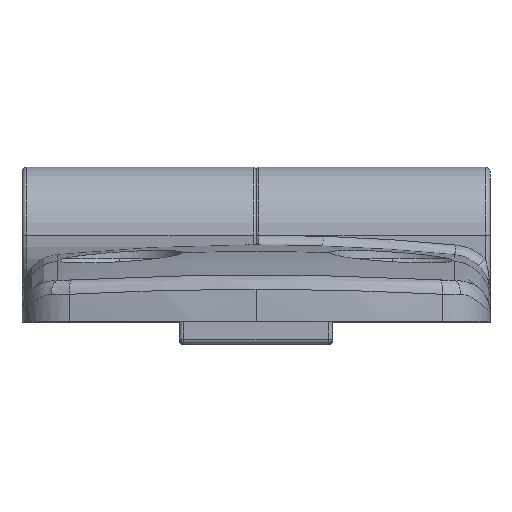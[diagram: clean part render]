
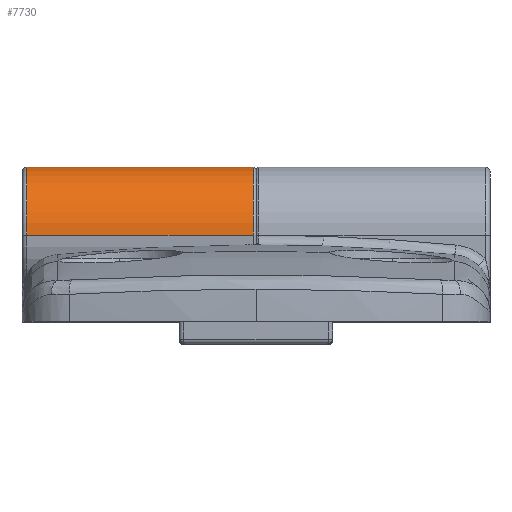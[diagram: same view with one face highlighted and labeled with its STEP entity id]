
A CAD part, top view. The second image highlights one B-rep face of the part: STEP entity #7730.
In plain terms, the highlighted cylindrical face has radius 7 mm (diameter 14 mm), a partial arc.
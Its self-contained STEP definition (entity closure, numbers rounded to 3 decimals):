
#489 = ORIENTED_EDGE ( 'NONE', *, *, #14008, .F. ) ;
#1053 = VERTEX_POINT ( 'NONE', #1289 ) ;
#1266 = EDGE_CURVE ( 'NONE', #1053, #14322, #1696, .T. ) ;
#1289 = CARTESIAN_POINT ( 'NONE',  ( -0.3, 8.9, -7. ) ) ;
#1372 = EDGE_CURVE ( 'NONE', #14322, #4573, #18723, .T. ) ;
#1537 = CARTESIAN_POINT ( 'NONE',  ( -0.3, 8.9, 7. ) ) ;
#1696 = LINE ( 'NONE', #7454, #6329 ) ;
#2460 = CIRCLE ( 'NONE', #18366, 7. ) ;
#3455 = FACE_OUTER_BOUND ( 'NONE', #3754, .T. ) ;
#3754 = EDGE_LOOP ( 'NONE', ( #489, #8725, #10535, #6897 ) ) ;
#4371 = CARTESIAN_POINT ( 'NONE',  ( -0.3, 8.9, 0. ) ) ;
#4573 = VERTEX_POINT ( 'NONE', #8107 ) ;
#4743 = VERTEX_POINT ( 'NONE', #1537 ) ;
#4979 = DIRECTION ( 'NONE',  ( 1., 0., 0. ) ) ;
#5143 = CARTESIAN_POINT ( 'NONE',  ( 24., 8.9, 0. ) ) ;
#5732 = VECTOR ( 'NONE', #17814, 1000. ) ;
#6081 = LINE ( 'NONE', #17910, #5732 ) ;
#6329 = VECTOR ( 'NONE', #13329, 1000. ) ;
#6401 = CARTESIAN_POINT ( 'NONE',  ( -23.5, 8.9, 0. ) ) ;
#6897 = ORIENTED_EDGE ( 'NONE', *, *, #1372, .T. ) ;
#7006 = CYLINDRICAL_SURFACE ( 'NONE', #9738, 7. ) ;
#7454 = CARTESIAN_POINT ( 'NONE',  ( 24., 8.9, -7. ) ) ;
#7730 = ADVANCED_FACE ( 'NONE', ( #3455 ), #7006, .T. ) ;
#8002 = DIRECTION ( 'NONE',  ( 0., 0., 1. ) ) ;
#8107 = CARTESIAN_POINT ( 'NONE',  ( -23.5, 8.9, 7. ) ) ;
#8429 = EDGE_CURVE ( 'NONE', #4743, #1053, #2460, .T. ) ;
#8725 = ORIENTED_EDGE ( 'NONE', *, *, #8429, .T. ) ;
#9007 = CARTESIAN_POINT ( 'NONE',  ( -23.5, 8.9, -7. ) ) ;
#9738 = AXIS2_PLACEMENT_3D ( 'NONE', #5143, #12444, #16405 ) ;
#10535 = ORIENTED_EDGE ( 'NONE', *, *, #1266, .T. ) ;
#12444 = DIRECTION ( 'NONE',  ( -1., 0., 0. ) ) ;
#13329 = DIRECTION ( 'NONE',  ( -1., 0., 0. ) ) ;
#14008 = EDGE_CURVE ( 'NONE', #4743, #4573, #6081, .T. ) ;
#14322 = VERTEX_POINT ( 'NONE', #9007 ) ;
#16405 = DIRECTION ( 'NONE',  ( 0., 0., 1. ) ) ;
#17049 = DIRECTION ( 'NONE',  ( 0., 0., -1. ) ) ;
#17812 = AXIS2_PLACEMENT_3D ( 'NONE', #6401, #4979, #8002 ) ;
#17814 = DIRECTION ( 'NONE',  ( -1., 0., 0. ) ) ;
#17910 = CARTESIAN_POINT ( 'NONE',  ( 24., 8.9, 7. ) ) ;
#18366 = AXIS2_PLACEMENT_3D ( 'NONE', #4371, #18568, #17049 ) ;
#18568 = DIRECTION ( 'NONE',  ( -1., 0., 0. ) ) ;
#18723 = CIRCLE ( 'NONE', #17812, 7. ) ;
